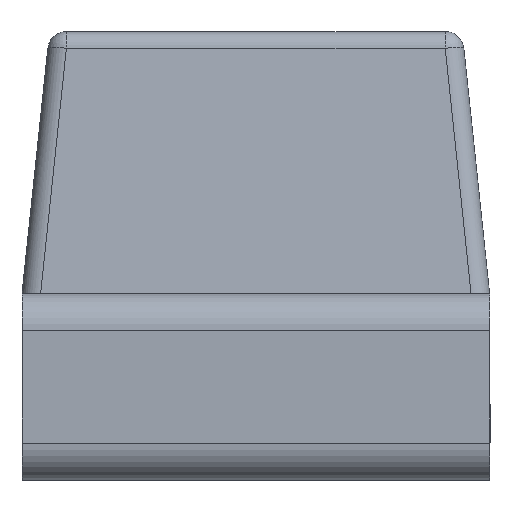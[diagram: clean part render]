
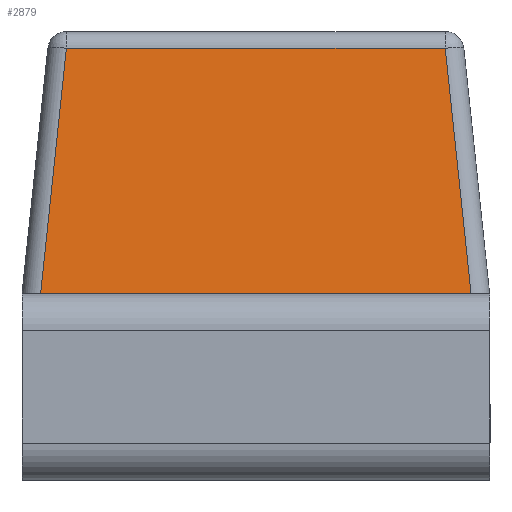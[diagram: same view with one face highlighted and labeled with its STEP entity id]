
A CAD part, front view. The second image highlights one B-rep face of the part: STEP entity #2879.
In plain terms, the highlighted planar face has unit normal (0, -0.995, 0.104).
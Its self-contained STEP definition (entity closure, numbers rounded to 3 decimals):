
#160=PLANE('',#3100);
#302=FACE_OUTER_BOUND('',#469,.T.);
#469=EDGE_LOOP('',(#2202,#2203,#2204,#2205));
#671=LINE('',#4250,#993);
#674=LINE('',#4266,#996);
#676=LINE('',#4276,#998);
#677=LINE('',#4277,#999);
#993=VECTOR('',#3470,1.013);
#996=VECTOR('',#3493,0.662);
#998=VECTOR('',#3503,0.662);
#999=VECTOR('',#3504,1.151);
#1361=VERTEX_POINT('',#4244);
#1363=VERTEX_POINT('',#4248);
#1366=VERTEX_POINT('',#4265);
#1370=VERTEX_POINT('',#4275);
#1670=EDGE_CURVE('',#1363,#1361,#671,.T.);
#1678=EDGE_CURVE('',#1361,#1366,#674,.T.);
#1683=EDGE_CURVE('',#1370,#1363,#676,.T.);
#1684=EDGE_CURVE('',#1370,#1366,#677,.T.);
#2202=ORIENTED_EDGE('',*,*,#1670,.F.);
#2203=ORIENTED_EDGE('',*,*,#1683,.F.);
#2204=ORIENTED_EDGE('',*,*,#1684,.T.);
#2205=ORIENTED_EDGE('',*,*,#1678,.F.);
#2879=ADVANCED_FACE('',(#302),#160,.T.);
#3100=AXIS2_PLACEMENT_3D('',#4274,#3501,#3502);
#3470=DIRECTION('',(1.,0.,0.));
#3493=DIRECTION('',(0.104,-0.104,-0.989));
#3501=DIRECTION('center_axis',(0.,-0.995,0.105));
#3502=DIRECTION('ref_axis',(0.,-0.105,-0.995));
#3503=DIRECTION('',(0.104,0.104,0.989));
#3504=DIRECTION('',(1.,0.,0.));
#4244=CARTESIAN_POINT('',(0.506,-0.631,1.155));
#4248=CARTESIAN_POINT('',(-0.506,-0.631,1.155));
#4250=CARTESIAN_POINT('',(0.24,-0.631,1.155));
#4265=CARTESIAN_POINT('',(0.575,-0.7,0.5));
#4266=CARTESIAN_POINT('',(0.538,-0.662,0.859));
#4274=CARTESIAN_POINT('Origin',(0.481,-0.663,0.85));
#4275=CARTESIAN_POINT('',(-0.575,-0.7,0.5));
#4276=CARTESIAN_POINT('',(-0.527,-0.652,0.96));
#4277=CARTESIAN_POINT('',(0.481,-0.7,0.5));
